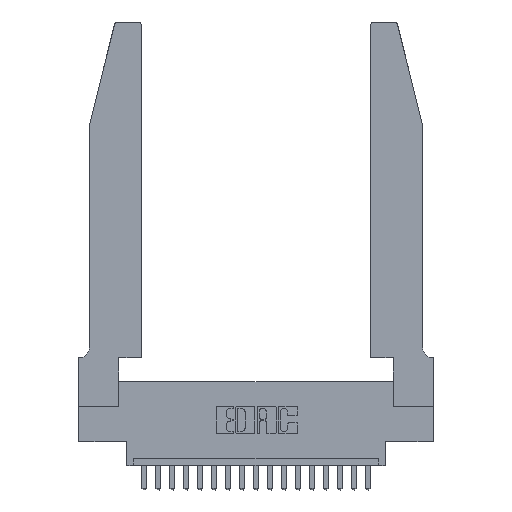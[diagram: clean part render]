
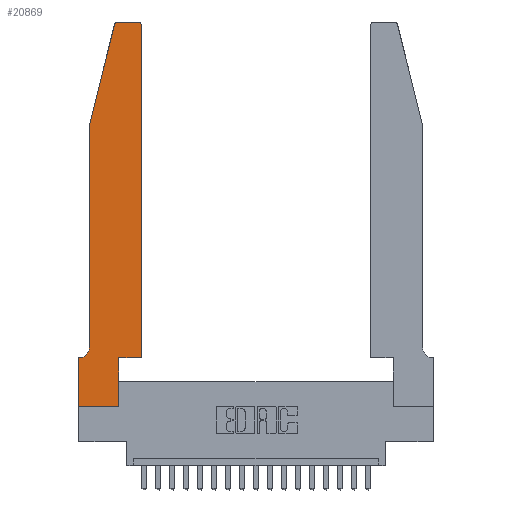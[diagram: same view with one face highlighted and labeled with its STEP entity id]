
A CAD part, top view. The second image highlights one B-rep face of the part: STEP entity #20869.
In plain terms, the highlighted planar face has unit normal (0, 0, 1).
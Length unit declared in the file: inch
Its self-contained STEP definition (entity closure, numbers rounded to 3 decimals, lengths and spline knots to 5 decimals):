
#102 = EDGE_LOOP ( 'NONE', ( #7748, #18421, #8037, #15308, #12937, #9680, #17225, #4221, #16246, #6094, #2861, #7700 ) ) ;
#294 = AXIS2_PLACEMENT_3D ( 'NONE', #16920, #10450, #16462 ) ;
#470 = VERTEX_POINT ( 'NONE', #18783 ) ;
#508 = VERTEX_POINT ( 'NONE', #5772 ) ;
#564 = VECTOR ( 'NONE', #13743, 39.37008 ) ;
#584 = EDGE_CURVE ( 'NONE', #15411, #18131, #13075, .T. ) ;
#730 = CARTESIAN_POINT ( 'NONE',  ( 0., 0., 0.37 ) ) ;
#1061 = DIRECTION ( 'NONE',  ( -0.239, -0.971, 0. ) ) ;
#1182 = FACE_OUTER_BOUND ( 'NONE', #102, .T. ) ;
#1198 = CARTESIAN_POINT ( 'NONE',  ( 0.0755, 2., 0.37 ) ) ;
#1213 = DIRECTION ( 'NONE',  ( 0., -1., 0. ) ) ;
#1400 = CARTESIAN_POINT ( 'NONE',  ( 0.4505, 0.35, 0.37 ) ) ;
#1427 = CARTESIAN_POINT ( 'NONE',  ( 0.4505, 2.72, 0.37 ) ) ;
#1598 = VECTOR ( 'NONE', #9660, 39.37008 ) ;
#1662 = DIRECTION ( 'NONE',  ( -1., 0., 0. ) ) ;
#1955 = EDGE_CURVE ( 'NONE', #2671, #4319, #20201, .T. ) ;
#2108 = EDGE_CURVE ( 'NONE', #4319, #2675, #20678, .T. ) ;
#2509 = CIRCLE ( 'NONE', #11919, 0.07 ) ;
#2599 = DIRECTION ( 'NONE',  ( 0., 0., -1. ) ) ;
#2671 = VERTEX_POINT ( 'NONE', #12135 ) ;
#2675 = VERTEX_POINT ( 'NONE', #730 ) ;
#2796 = CARTESIAN_POINT ( 'NONE',  ( 0., 0.35, 0.37 ) ) ;
#2860 = PLANE ( 'NONE',  #12182 ) ;
#2861 = ORIENTED_EDGE ( 'NONE', *, *, #5732, .T. ) ;
#3133 = DIRECTION ( 'NONE',  ( 0., -1., 0. ) ) ;
#3340 = EDGE_CURVE ( 'NONE', #14744, #470, #20401, .T. ) ;
#3405 = VERTEX_POINT ( 'NONE', #5479 ) ;
#3480 = DIRECTION ( 'NONE',  ( 0., 1., 0. ) ) ;
#3698 = CARTESIAN_POINT ( 'NONE',  ( 0.4505, 0.35, 0.37 ) ) ;
#4221 = ORIENTED_EDGE ( 'NONE', *, *, #14005, .T. ) ;
#4236 = LINE ( 'NONE', #8228, #15017 ) ;
#4319 = VERTEX_POINT ( 'NONE', #9864 ) ;
#4476 = DIRECTION ( 'NONE',  ( 1., 0., 0. ) ) ;
#4934 = CARTESIAN_POINT ( 'NONE',  ( 0.2865, 0.35, 0.37 ) ) ;
#4986 = CARTESIAN_POINT ( 'NONE',  ( 0.284, 2.75, 0.37 ) ) ;
#5479 = CARTESIAN_POINT ( 'NONE',  ( 0.4505, 0.35, 0.37 ) ) ;
#5629 = CARTESIAN_POINT ( 'NONE',  ( 0.0755, 2., 0.37 ) ) ;
#5732 = EDGE_CURVE ( 'NONE', #3405, #14744, #9111, .T. ) ;
#5772 = CARTESIAN_POINT ( 'NONE',  ( 0.0755, 0.42, 0.37 ) ) ;
#5795 = DIRECTION ( 'NONE',  ( 1., 0., 0. ) ) ;
#5845 = VECTOR ( 'NONE', #7580, 39.37008 ) ;
#6094 = ORIENTED_EDGE ( 'NONE', *, *, #8154, .T. ) ;
#7580 = DIRECTION ( 'NONE',  ( -1., 0., 0. ) ) ;
#7700 = ORIENTED_EDGE ( 'NONE', *, *, #3340, .T. ) ;
#7748 = ORIENTED_EDGE ( 'NONE', *, *, #12396, .T. ) ;
#7794 = CIRCLE ( 'NONE', #8241, 0.03 ) ;
#8037 = ORIENTED_EDGE ( 'NONE', *, *, #584, .T. ) ;
#8043 = CARTESIAN_POINT ( 'NONE',  ( 0.25487, 2.72718, 0.37 ) ) ;
#8154 = EDGE_CURVE ( 'NONE', #19082, #3405, #9251, .T. ) ;
#8228 = CARTESIAN_POINT ( 'NONE',  ( 0.2605, 2.75, 0.37 ) ) ;
#8241 = AXIS2_PLACEMENT_3D ( 'NONE', #10895, #12288, #5795 ) ;
#8337 = VECTOR ( 'NONE', #3480, 39.37008 ) ;
#8487 = CARTESIAN_POINT ( 'NONE',  ( 0.2865, 0.35, 0.37 ) ) ;
#8946 = CARTESIAN_POINT ( 'NONE',  ( 0.0755, 0.35, 0.37 ) ) ;
#9111 = LINE ( 'NONE', #1400, #8337 ) ;
#9251 = LINE ( 'NONE', #3698, #564 ) ;
#9403 = VERTEX_POINT ( 'NONE', #4986 ) ;
#9660 = DIRECTION ( 'NONE',  ( 1., 0., 0. ) ) ;
#9680 = ORIENTED_EDGE ( 'NONE', *, *, #1955, .T. ) ;
#9864 = CARTESIAN_POINT ( 'NONE',  ( 0., 0.35, 0.37 ) ) ;
#10278 = VECTOR ( 'NONE', #1061, 39.37008 ) ;
#10336 = CARTESIAN_POINT ( 'NONE',  ( 0.0755, 2., 0.37 ) ) ;
#10450 = DIRECTION ( 'NONE',  ( 0., 0., 1. ) ) ;
#10895 = CARTESIAN_POINT ( 'NONE',  ( 0.284, 2.72, 0.37 ) ) ;
#11003 = EDGE_CURVE ( 'NONE', #508, #2671, #2509, .T. ) ;
#11919 = AXIS2_PLACEMENT_3D ( 'NONE', #17228, #2599, #12213 ) ;
#12037 = VERTEX_POINT ( 'NONE', #18752 ) ;
#12135 = CARTESIAN_POINT ( 'NONE',  ( 0.0055, 0.35, 0.37 ) ) ;
#12182 = AXIS2_PLACEMENT_3D ( 'NONE', #2796, #14341, #4476 ) ;
#12213 = DIRECTION ( 'NONE',  ( -1., 0., 0. ) ) ;
#12288 = DIRECTION ( 'NONE',  ( 0., 0., 1. ) ) ;
#12396 = EDGE_CURVE ( 'NONE', #470, #9403, #4236, .T. ) ;
#12653 = VECTOR ( 'NONE', #3133, 39.37008 ) ;
#12937 = ORIENTED_EDGE ( 'NONE', *, *, #11003, .T. ) ;
#13075 = LINE ( 'NONE', #5629, #10278 ) ;
#13158 = LINE ( 'NONE', #1198, #12653 ) ;
#13743 = DIRECTION ( 'NONE',  ( 1., 0., 0. ) ) ;
#14005 = EDGE_CURVE ( 'NONE', #2675, #12037, #20060, .T. ) ;
#14341 = DIRECTION ( 'NONE',  ( 0., 0., 1. ) ) ;
#14583 = EDGE_CURVE ( 'NONE', #9403, #15411, #7794, .T. ) ;
#14709 = LINE ( 'NONE', #4934, #21053 ) ;
#14744 = VERTEX_POINT ( 'NONE', #1427 ) ;
#15017 = VECTOR ( 'NONE', #1662, 39.37008 ) ;
#15291 = EDGE_CURVE ( 'NONE', #18131, #508, #13158, .T. ) ;
#15308 = ORIENTED_EDGE ( 'NONE', *, *, #15291, .T. ) ;
#15411 = VERTEX_POINT ( 'NONE', #8043 ) ;
#16063 = EDGE_CURVE ( 'NONE', #12037, #19082, #14709, .T. ) ;
#16246 = ORIENTED_EDGE ( 'NONE', *, *, #16063, .T. ) ;
#16462 = DIRECTION ( 'NONE',  ( 1., 0., 0. ) ) ;
#16920 = CARTESIAN_POINT ( 'NONE',  ( 0.4205, 2.72, 0.37 ) ) ;
#17225 = ORIENTED_EDGE ( 'NONE', *, *, #2108, .T. ) ;
#17228 = CARTESIAN_POINT ( 'NONE',  ( 0.0055, 0.42, 0.37 ) ) ;
#17409 = VECTOR ( 'NONE', #1213, 39.37008 ) ;
#17710 = CARTESIAN_POINT ( 'NONE',  ( 0., 0., 0.37 ) ) ;
#18082 = DIRECTION ( 'NONE',  ( 0., 1., 0. ) ) ;
#18131 = VERTEX_POINT ( 'NONE', #10336 ) ;
#18421 = ORIENTED_EDGE ( 'NONE', *, *, #14583, .T. ) ;
#18752 = CARTESIAN_POINT ( 'NONE',  ( 0.2865, 0., 0.37 ) ) ;
#18783 = CARTESIAN_POINT ( 'NONE',  ( 0.4205, 2.75, 0.37 ) ) ;
#19082 = VERTEX_POINT ( 'NONE', #8487 ) ;
#20060 = LINE ( 'NONE', #21149, #1598 ) ;
#20201 = LINE ( 'NONE', #8946, #5845 ) ;
#20401 = CIRCLE ( 'NONE', #294, 0.03 ) ;
#20678 = LINE ( 'NONE', #17710, #17409 ) ;
#20869 = ADVANCED_FACE ( 'NONE', ( #1182 ), #2860, .T. ) ;
#21053 = VECTOR ( 'NONE', #18082, 39.37008 ) ;
#21149 = CARTESIAN_POINT ( 'NONE',  ( 0., 0., 0.37 ) ) ;
